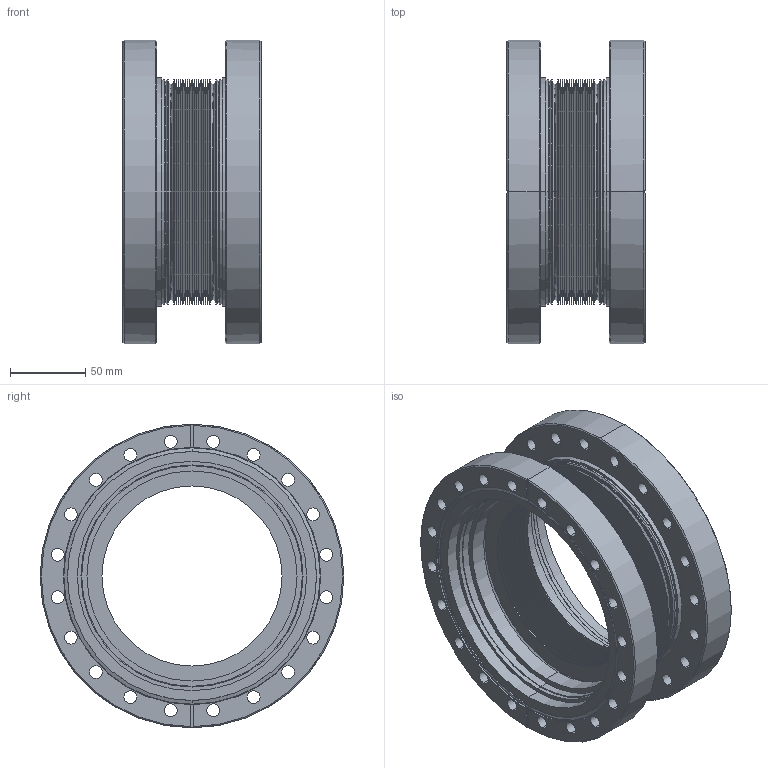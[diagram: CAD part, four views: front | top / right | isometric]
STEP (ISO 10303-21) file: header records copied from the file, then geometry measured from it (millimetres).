
FILE_DESCRIPTION( (''), '2;1');
FILE_NAME ('CAD714.4124.NCE2203K_20816.stp','2016-05-18T16:53:48',(''),(''),'spGate 11.3.9','spGate','');
FILE_SCHEMA (('AUTOMOTIVE_DESIGN'));
Length unit declared in the file: millimetre
Products named in the file (8): Assembly; NCE2203-1; NCE2203-Y; NCE2203-2; NCE2203-3; NCE2203-3_mr; NCE2203K-2-1; NCE2203K-2-2
Assembly tree (8 placements, depth 2):
  Assembly
    NCE2203-1
    NCE2203-Y  x2
    NCE2203-2
    NCE2203-3
    NCE2203-3_mr
    NCE2203K-2-1
    NCE2203K-2-2
Bounding box: 92 x 202.4 x 202.4 mm (x, y, z)
Volume: 694667.3 mm3; surface area: 552410.2 mm2
Topology: 8 solids, 8 shells, 362 faces, 868 edges, 538 vertices
Faces by surface type: bspline 174, cylinder 140, plane 48
Entity records: 17678 total; most frequent: CARTESIAN_POINT 3549, ORIENTED_EDGE 1656, DIRECTION 1402, COLOUR_RGB 1177, PRESENTATION_STYLE_ASSIGNMENT 1177, STYLED_ITEM 1177, EDGE_CURVE 828, DRAUGHTING_PRE_DEFINED_CURVE_FONT 828
